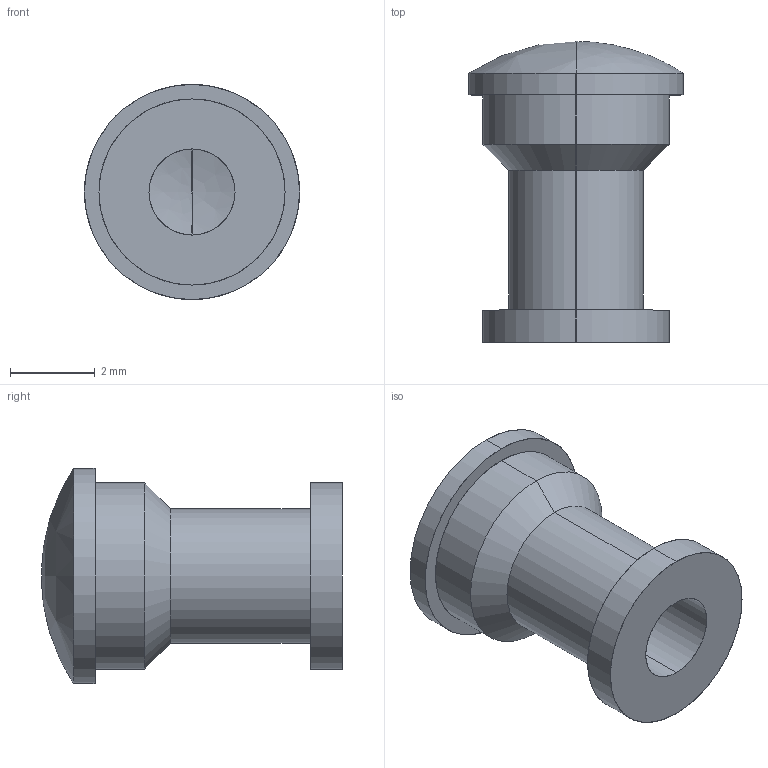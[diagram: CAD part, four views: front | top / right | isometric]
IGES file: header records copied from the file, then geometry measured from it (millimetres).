
Start section: SolidWorks IGES file using analytic representation for surfaces
Global section: file name: STEP;4765A.IGS; native system: SolidWorks 2014; preprocessor: SolidWorks 2014; author: mvancourt; date: 160414.162615; units: inch
Bounding box: 5.08 x 7.11 x 5.08 mm (x, y, z)
Surface area: 167.3 mm2 (no closed solid volume)
Topology: 0 solids, 0 shells, 19 faces, 256 edges, 252 vertices
Faces by surface type: revolution 12, bspline 7
